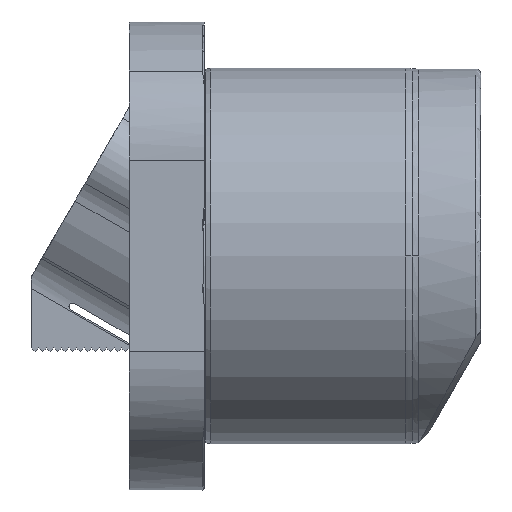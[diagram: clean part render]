
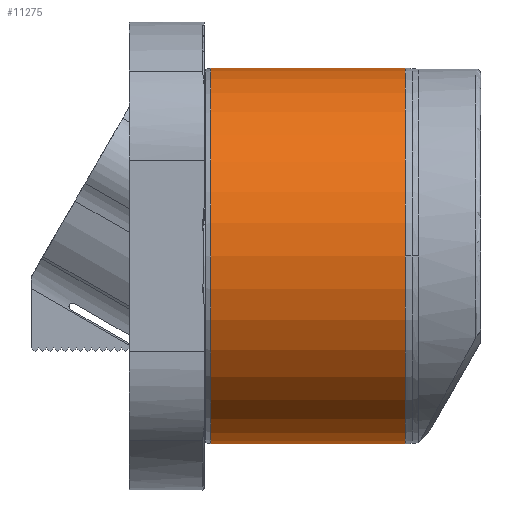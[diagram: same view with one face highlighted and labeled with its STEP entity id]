
A CAD part, left-side view. The second image highlights one B-rep face of the part: STEP entity #11275.
In plain terms, the highlighted cylindrical face has radius 12.494 mm (diameter 24.988 mm), a partial arc.
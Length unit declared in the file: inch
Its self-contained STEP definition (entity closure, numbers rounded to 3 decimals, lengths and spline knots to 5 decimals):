
#15 = EDGE_CURVE ( 'NONE', #13226, #11545, #13561, .T. ) ;
#116 = CARTESIAN_POINT ( 'NONE',  ( -0.49188, -0.6415, 0.00695 ) ) ;
#249 = DIRECTION ( 'NONE',  ( 0., 1., 0. ) ) ;
#484 = ORIENTED_EDGE ( 'NONE', *, *, #4396, .T. ) ;
#1746 = CARTESIAN_POINT ( 'NONE',  ( 0., 0.22981, 0.49883 ) ) ;
#1835 = VERTEX_POINT ( 'NONE', #7062 ) ;
#3503 = EDGE_CURVE ( 'NONE', #10757, #5486, #11766, .T. ) ;
#3884 = DIRECTION ( 'NONE',  ( 0., 1., 0. ) ) ;
#4058 = AXIS2_PLACEMENT_3D ( 'NONE', #10274, #3884, #11375 ) ;
#4350 = EDGE_LOOP ( 'NONE', ( #10846, #5964, #11283, #9784, #484 ) ) ;
#4396 = EDGE_CURVE ( 'NONE', #11545, #1835, #7870, .T. ) ;
#4421 = DIRECTION ( 'NONE',  ( 0., -1., 0. ) ) ;
#4655 = CARTESIAN_POINT ( 'NONE',  ( 0., -0.6415, 0.00695 ) ) ;
#5486 = VERTEX_POINT ( 'NONE', #116 ) ;
#5737 = DIRECTION ( 'NONE',  ( 0., 0., 1. ) ) ;
#5876 = DIRECTION ( 'NONE',  ( 0., 0., 1. ) ) ;
#5912 = CARTESIAN_POINT ( 'NONE',  ( 0., -0.6415, 0.49883 ) ) ;
#5964 = ORIENTED_EDGE ( 'NONE', *, *, #3503, .T. ) ;
#6402 = CIRCLE ( 'NONE', #12815, 0.49188 ) ;
#6898 = CARTESIAN_POINT ( 'NONE',  ( 0., 0.22981, 0.00695 ) ) ;
#7034 = DIRECTION ( 'NONE',  ( 0., 1., 0. ) ) ;
#7062 = CARTESIAN_POINT ( 'NONE',  ( 0., -0.13239, -0.48493 ) ) ;
#7318 = CARTESIAN_POINT ( 'NONE',  ( 0., -0.6415, -0.48493 ) ) ;
#7376 = VECTOR ( 'NONE', #7034, 39.37008 ) ;
#7520 = LINE ( 'NONE', #8110, #7376 ) ;
#7724 = CYLINDRICAL_SURFACE ( 'NONE', #8623, 0.49188 ) ;
#7870 = CIRCLE ( 'NONE', #9684, 0.49188 ) ;
#7879 = FACE_OUTER_BOUND ( 'NONE', #4350, .T. ) ;
#8110 = CARTESIAN_POINT ( 'NONE',  ( 0., 0.22981, -0.48493 ) ) ;
#8341 = CARTESIAN_POINT ( 'NONE',  ( 0., -0.13239, 0.49883 ) ) ;
#8623 = AXIS2_PLACEMENT_3D ( 'NONE', #6898, #10098, #5876 ) ;
#9684 = AXIS2_PLACEMENT_3D ( 'NONE', #10833, #4421, #11908 ) ;
#9784 = ORIENTED_EDGE ( 'NONE', *, *, #15, .T. ) ;
#10098 = DIRECTION ( 'NONE',  ( 0., 1., 0. ) ) ;
#10274 = CARTESIAN_POINT ( 'NONE',  ( 0., -0.6415, 0.00695 ) ) ;
#10757 = VERTEX_POINT ( 'NONE', #7318 ) ;
#10833 = CARTESIAN_POINT ( 'NONE',  ( 0., -0.13239, 0.00695 ) ) ;
#10846 = ORIENTED_EDGE ( 'NONE', *, *, #11392, .F. ) ;
#11275 = ADVANCED_FACE ( 'NONE', ( #7879 ), #7724, .T. ) ;
#11283 = ORIENTED_EDGE ( 'NONE', *, *, #11834, .T. ) ;
#11375 = DIRECTION ( 'NONE',  ( 0., 0., 1. ) ) ;
#11392 = EDGE_CURVE ( 'NONE', #10757, #1835, #7520, .T. ) ;
#11545 = VERTEX_POINT ( 'NONE', #8341 ) ;
#11766 = CIRCLE ( 'NONE', #4058, 0.49188 ) ;
#11834 = EDGE_CURVE ( 'NONE', #5486, #13226, #6402, .T. ) ;
#11908 = DIRECTION ( 'NONE',  ( 0., 0., 1. ) ) ;
#12152 = DIRECTION ( 'NONE',  ( 0., 1., 0. ) ) ;
#12815 = AXIS2_PLACEMENT_3D ( 'NONE', #4655, #12152, #5737 ) ;
#13226 = VERTEX_POINT ( 'NONE', #5912 ) ;
#13259 = VECTOR ( 'NONE', #249, 39.37008 ) ;
#13561 = LINE ( 'NONE', #1746, #13259 ) ;
